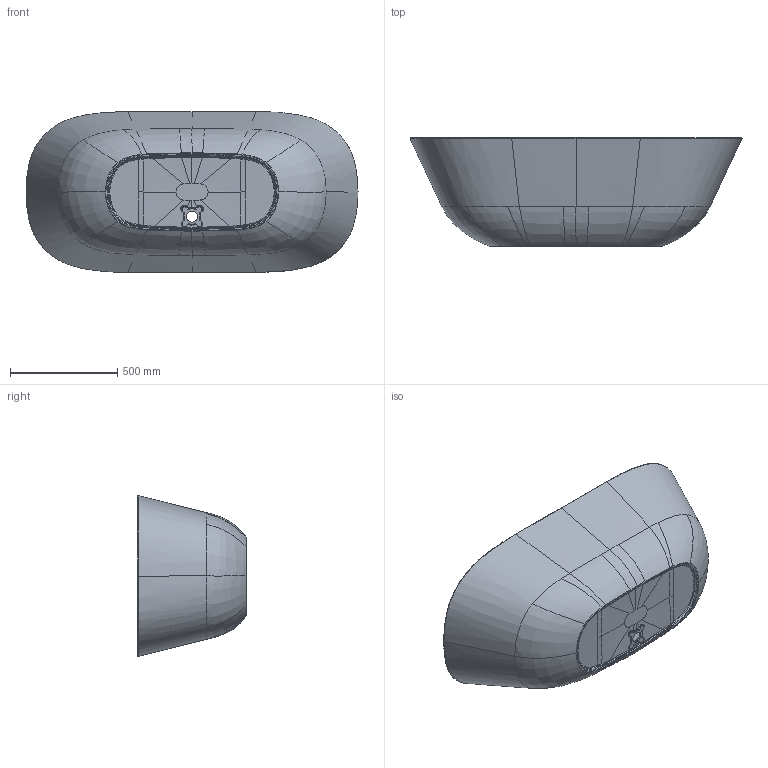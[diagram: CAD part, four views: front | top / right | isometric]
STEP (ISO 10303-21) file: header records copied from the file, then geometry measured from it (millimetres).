
FILE_DESCRIPTION((''),'2;1');
FILE_NAME('UBQ155ANH7F2_THEANO','2022-06-29T16:25:23',('hegemanc'),('Villeroy & Boch Wellness bv'),'CREO PARAMETRIC BY PTC INC, 2020454','CREO PARAMETRIC BY PTC INC, 2020454','');
FILE_SCHEMA(('CONFIG_CONTROL_DESIGN'));
Length unit declared in the file: millimetre
Products named in the file (1): UBQ155ANH7F2_THEANO
Bounding box: 1550 x 506 x 750 mm (x, y, z)
Volume: 28180032 mm3; surface area: 4256779.7 mm2
Topology: 1 solids, 1 shells, 247 faces, 568 edges, 324 vertices
Faces by surface type: bspline 164, cylinder 40, torus 16, cone 14, plane 13
Entity records: 29732 total; most frequent: CARTESIAN_POINT 25498, ORIENTED_EDGE 1136, EDGE_CURVE 568, DIRECTION 426, B_SPLINE_CURVE_WITH_KNOTS 385, VERTEX_POINT 324, EDGE_LOOP 250, FACE_OUTER_BOUND 247
